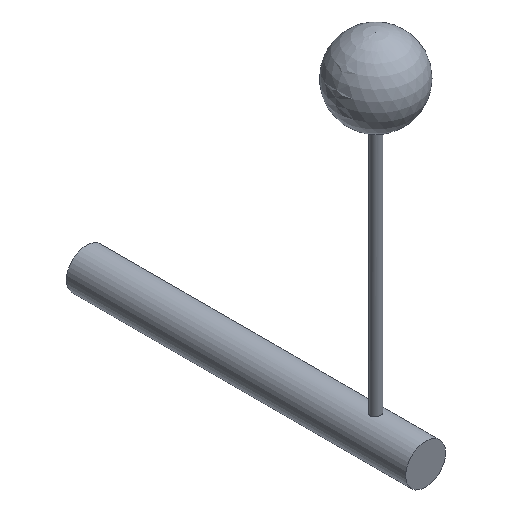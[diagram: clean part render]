
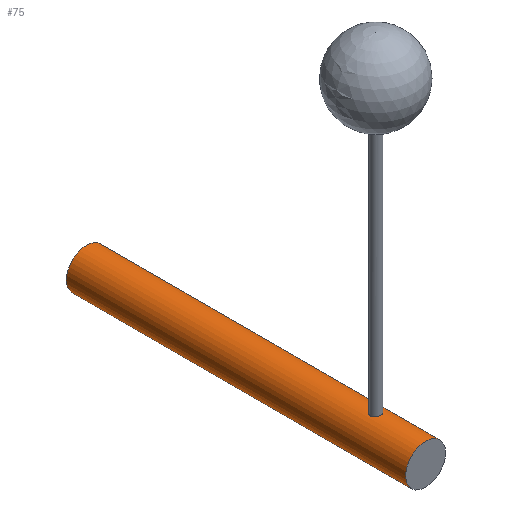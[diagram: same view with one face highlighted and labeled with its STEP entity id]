
A CAD part, isometric view. The second image highlights one B-rep face of the part: STEP entity #75.
In plain terms, the highlighted cylindrical face has radius 10 mm (diameter 20 mm), a full revolution.
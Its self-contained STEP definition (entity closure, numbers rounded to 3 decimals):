
#15=FACE_BOUND('',#35,.T.);
#18=B_SPLINE_CURVE_WITH_KNOTS('',3,(#132,#133,#134,#135,#136,#137,#138,
#139,#140,#141,#142,#143,#144,#145,#146,#147,#148,#149),.UNSPECIFIED.,.F.,
 .F.,(4,2,2,2,2,2,2,2,4),(0.,0.095,0.189,0.284,
0.378,0.473,0.568,0.662,
0.757),.UNSPECIFIED.);
#19=B_SPLINE_CURVE_WITH_KNOTS('',3,(#150,#151,#152,#153,#154,#155,#156,
#157,#158,#159,#160,#161,#162,#163,#164,#165,#166,#167),.UNSPECIFIED.,.F.,
 .F.,(4,2,2,2,2,2,2,2,4),(0.757,0.851,0.946,
1.041,1.135,1.23,1.324,1.419,
1.514),.UNSPECIFIED.);
#21=LINE('',#174,#23);
#23=VECTOR('',#119,10.);
#25=CYLINDRICAL_SURFACE('',#97,10.);
#29=FACE_OUTER_BOUND('',#34,.T.);
#34=EDGE_LOOP('',(#64,#65,#66,#67));
#35=EDGE_LOOP('',(#68,#69));
#39=CIRCLE('',#96,10.);
#40=CIRCLE('',#98,10.);
#43=VERTEX_POINT('',#129);
#44=VERTEX_POINT('',#131);
#45=VERTEX_POINT('',#169);
#46=VERTEX_POINT('',#172);
#50=EDGE_CURVE('',#44,#43,#18,.T.);
#51=EDGE_CURVE('',#43,#44,#19,.T.);
#52=EDGE_CURVE('',#45,#45,#39,.T.);
#53=EDGE_CURVE('',#46,#46,#40,.T.);
#54=EDGE_CURVE('',#46,#45,#21,.T.);
#64=ORIENTED_EDGE('',*,*,#53,.T.);
#65=ORIENTED_EDGE('',*,*,#54,.T.);
#66=ORIENTED_EDGE('',*,*,#52,.F.);
#67=ORIENTED_EDGE('',*,*,#54,.F.);
#68=ORIENTED_EDGE('',*,*,#50,.T.);
#69=ORIENTED_EDGE('',*,*,#51,.T.);
#75=ADVANCED_FACE('',(#29,#15),#25,.T.);
#96=AXIS2_PLACEMENT_3D('',#170,#113,#114);
#97=AXIS2_PLACEMENT_3D('',#171,#115,#116);
#98=AXIS2_PLACEMENT_3D('',#173,#117,#118);
#113=DIRECTION('center_axis',(0.,-1.,0.));
#114=DIRECTION('ref_axis',(1.,0.,0.));
#115=DIRECTION('center_axis',(0.,1.,0.));
#116=DIRECTION('ref_axis',(1.,0.,0.));
#117=DIRECTION('center_axis',(0.,-1.,0.));
#118=DIRECTION('ref_axis',(1.,0.,0.));
#119=DIRECTION('',(0.,-1.,0.));
#129=CARTESIAN_POINT('',(-2.5,-95.,209.682));
#131=CARTESIAN_POINT('',(2.5,-95.,209.682));
#132=CARTESIAN_POINT('Ctrl Pts',(2.5,-95.,209.682));
#133=CARTESIAN_POINT('Ctrl Pts',(2.5,-95.315,209.682));
#134=CARTESIAN_POINT('Ctrl Pts',(2.437,-95.651,209.699));
#135=CARTESIAN_POINT('Ctrl Pts',(2.181,-96.266,209.76));
#136=CARTESIAN_POINT('Ctrl Pts',(1.989,-96.547,209.803));
#137=CARTESIAN_POINT('Ctrl Pts',(1.547,-96.989,209.882));
#138=CARTESIAN_POINT('Ctrl Pts',(1.266,-97.181,209.924));
#139=CARTESIAN_POINT('Ctrl Pts',(0.651,-97.437,209.984));
#140=CARTESIAN_POINT('Ctrl Pts',(0.315,-97.5,210.));
#141=CARTESIAN_POINT('Ctrl Pts',(-0.315,-97.5,210.));
#142=CARTESIAN_POINT('Ctrl Pts',(-0.651,-97.437,209.984));
#143=CARTESIAN_POINT('Ctrl Pts',(-1.266,-97.181,209.924));
#144=CARTESIAN_POINT('Ctrl Pts',(-1.547,-96.989,209.882));
#145=CARTESIAN_POINT('Ctrl Pts',(-1.989,-96.547,209.803));
#146=CARTESIAN_POINT('Ctrl Pts',(-2.181,-96.266,209.76));
#147=CARTESIAN_POINT('Ctrl Pts',(-2.437,-95.651,209.699));
#148=CARTESIAN_POINT('Ctrl Pts',(-2.5,-95.315,209.682));
#149=CARTESIAN_POINT('Ctrl Pts',(-2.5,-95.,209.682));
#150=CARTESIAN_POINT('Ctrl Pts',(-2.5,-95.,209.682));
#151=CARTESIAN_POINT('Ctrl Pts',(-2.5,-94.685,209.682));
#152=CARTESIAN_POINT('Ctrl Pts',(-2.437,-94.349,209.699));
#153=CARTESIAN_POINT('Ctrl Pts',(-2.181,-93.734,209.76));
#154=CARTESIAN_POINT('Ctrl Pts',(-1.989,-93.453,209.803));
#155=CARTESIAN_POINT('Ctrl Pts',(-1.547,-93.011,209.882));
#156=CARTESIAN_POINT('Ctrl Pts',(-1.266,-92.819,209.924));
#157=CARTESIAN_POINT('Ctrl Pts',(-0.651,-92.563,209.984));
#158=CARTESIAN_POINT('Ctrl Pts',(-0.315,-92.5,210.));
#159=CARTESIAN_POINT('Ctrl Pts',(0.315,-92.5,210.));
#160=CARTESIAN_POINT('Ctrl Pts',(0.651,-92.563,209.984));
#161=CARTESIAN_POINT('Ctrl Pts',(1.266,-92.819,209.924));
#162=CARTESIAN_POINT('Ctrl Pts',(1.547,-93.011,209.882));
#163=CARTESIAN_POINT('Ctrl Pts',(1.989,-93.453,209.803));
#164=CARTESIAN_POINT('Ctrl Pts',(2.181,-93.734,209.76));
#165=CARTESIAN_POINT('Ctrl Pts',(2.437,-94.349,209.699));
#166=CARTESIAN_POINT('Ctrl Pts',(2.5,-94.685,209.682));
#167=CARTESIAN_POINT('Ctrl Pts',(2.5,-95.,209.682));
#169=CARTESIAN_POINT('',(-10.,-120.,200.));
#170=CARTESIAN_POINT('Origin',(0.,-120.,200.));
#171=CARTESIAN_POINT('Origin',(0.,-50.,200.));
#172=CARTESIAN_POINT('',(-10.,50.,200.));
#173=CARTESIAN_POINT('Origin',(0.,50.,200.));
#174=CARTESIAN_POINT('',(-10.,-50.,200.));
